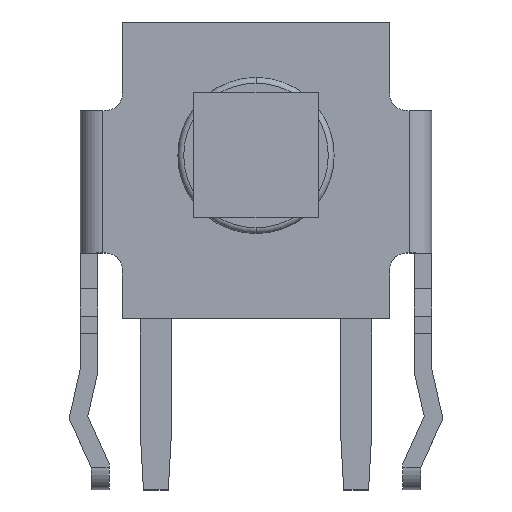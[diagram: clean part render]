
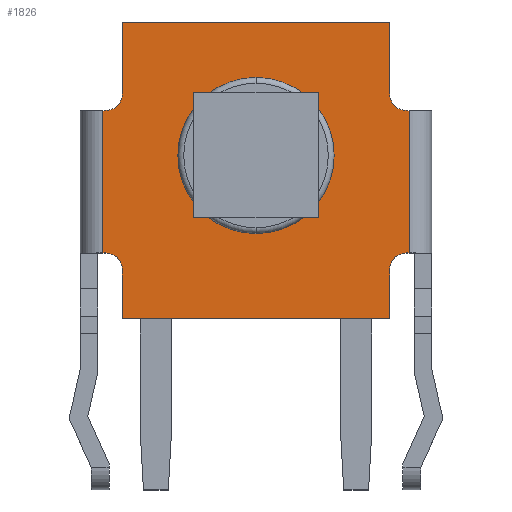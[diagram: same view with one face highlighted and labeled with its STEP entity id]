
A CAD part, top view. The second image highlights one B-rep face of the part: STEP entity #1826.
In plain terms, the highlighted planar face has unit normal (0, 0, 1).
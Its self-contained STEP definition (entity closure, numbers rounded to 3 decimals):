
#119=CARTESIAN_POINT('',(0.,0.,-3.7));
#120=DIRECTION('',(0.,0.,1.));
#121=DIRECTION('',(0.,1.,0.));
#122=AXIS2_PLACEMENT_3D('',#119,#120,#121);
#128=CARTESIAN_POINT('',(0.,0.,-3.7));
#129=DIRECTION('',(0.,0.,1.));
#130=DIRECTION('',(0.,-1.,0.));
#131=AXIS2_PLACEMENT_3D('',#128,#129,#130);
#137=DIRECTION('',(0.,-1.,0.));
#138=VECTOR('',#137,1.1);
#139=CARTESIAN_POINT('',(3.,-2.57,-3.7));
#140=LINE('',#139,#138);
#141=DIRECTION('',(-1.,0.,0.));
#142=VECTOR('',#141,6.);
#143=CARTESIAN_POINT('',(3.,-3.67,-3.7));
#144=LINE('',#143,#142);
#145=DIRECTION('',(0.,1.,0.));
#146=VECTOR('',#145,1.1);
#147=CARTESIAN_POINT('',(-3.,-3.67,-3.7));
#148=LINE('',#147,#146);
#149=DIRECTION('',(0.,1.,0.));
#150=VECTOR('',#149,3.2);
#151=CARTESIAN_POINT('',(-3.44,-2.19,-3.7));
#152=LINE('',#151,#150);
#153=DIRECTION('',(0.,1.,0.));
#154=VECTOR('',#153,1.61);
#155=CARTESIAN_POINT('',(-3.,1.39,-3.7));
#156=LINE('',#155,#154);
#157=DIRECTION('',(1.,0.,0.));
#158=VECTOR('',#157,6.);
#159=CARTESIAN_POINT('',(-3.,3.,-3.7));
#160=LINE('',#159,#158);
#161=DIRECTION('',(0.,-1.,0.));
#162=VECTOR('',#161,1.61);
#163=CARTESIAN_POINT('',(3.,3.,-3.7));
#164=LINE('',#163,#162);
#165=DIRECTION('',(0.,-1.,0.));
#166=VECTOR('',#165,3.2);
#167=CARTESIAN_POINT('',(3.44,1.01,-3.7));
#168=LINE('',#167,#166);
#173=DIRECTION('',(1.,0.,0.));
#174=VECTOR('',#173,0.06);
#175=CARTESIAN_POINT('',(3.38,-2.19,-3.7));
#176=LINE('',#175,#174);
#182=CARTESIAN_POINT('',(3.38,-2.57,-3.7));
#183=DIRECTION('',(0.,0.,-1.));
#184=DIRECTION('',(-1.,0.,0.));
#185=AXIS2_PLACEMENT_3D('',#182,#183,#184);
#683=DIRECTION('',(-1.,0.,0.));
#684=VECTOR('',#683,0.06);
#685=CARTESIAN_POINT('',(-3.38,1.01,-3.7));
#686=LINE('',#685,#684);
#696=CARTESIAN_POINT('',(-3.38,1.39,-3.7));
#697=DIRECTION('',(0.,0.,-1.));
#698=DIRECTION('',(1.,0.,0.));
#699=AXIS2_PLACEMENT_3D('',#696,#697,#698);
#898=CARTESIAN_POINT('',(3.38,1.39,-3.7));
#899=DIRECTION('',(0.,0.,-1.));
#900=DIRECTION('',(0.,-1.,0.));
#901=AXIS2_PLACEMENT_3D('',#898,#899,#900);
#921=DIRECTION('',(-1.,0.,0.));
#922=VECTOR('',#921,0.06);
#923=CARTESIAN_POINT('',(3.44,1.01,-3.7));
#924=LINE('',#923,#922);
#1144=DIRECTION('',(1.,0.,0.));
#1145=VECTOR('',#1144,0.06);
#1146=CARTESIAN_POINT('',(-3.44,-2.19,-3.7));
#1147=LINE('',#1146,#1145);
#1153=CARTESIAN_POINT('',(-3.38,-2.57,-3.7));
#1154=DIRECTION('',(0.,0.,-1.));
#1155=DIRECTION('',(0.,1.,0.));
#1156=AXIS2_PLACEMENT_3D('',#1153,#1154,#1155);
#1249=CARTESIAN_POINT('',(3.,-3.67,-3.7));
#1250=CARTESIAN_POINT('',(-3.,-3.67,-3.7));
#1251=VERTEX_POINT('',#1249);
#1252=VERTEX_POINT('',#1250);
#1253=CARTESIAN_POINT('',(-3.,3.,-3.7));
#1254=CARTESIAN_POINT('',(3.,3.,-3.7));
#1255=VERTEX_POINT('',#1253);
#1256=VERTEX_POINT('',#1254);
#1261=CARTESIAN_POINT('',(0.,1.755,-3.7));
#1262=VERTEX_POINT('',#1261);
#1263=CARTESIAN_POINT('',(0.,-1.755,-3.7));
#1264=VERTEX_POINT('',#1263);
#1490=CARTESIAN_POINT('',(-3.,-2.57,-3.7));
#1492=VERTEX_POINT('',#1490);
#1494=CARTESIAN_POINT('',(-3.38,-2.19,-3.7));
#1496=VERTEX_POINT('',#1494);
#1497=CARTESIAN_POINT('',(3.,-2.57,-3.7));
#1499=VERTEX_POINT('',#1497);
#1501=CARTESIAN_POINT('',(3.38,-2.19,-3.7));
#1503=VERTEX_POINT('',#1501);
#1505=CARTESIAN_POINT('',(3.38,1.01,-3.7));
#1507=VERTEX_POINT('',#1505);
#1509=CARTESIAN_POINT('',(3.,1.39,-3.7));
#1511=VERTEX_POINT('',#1509);
#1513=CARTESIAN_POINT('',(-3.,1.39,-3.7));
#1515=VERTEX_POINT('',#1513);
#1517=CARTESIAN_POINT('',(-3.38,1.01,-3.7));
#1519=VERTEX_POINT('',#1517);
#1578=CARTESIAN_POINT('',(-3.44,1.01,-3.7));
#1580=VERTEX_POINT('',#1578);
#1581=CARTESIAN_POINT('',(-3.44,-2.19,-3.7));
#1582=VERTEX_POINT('',#1581);
#1586=CARTESIAN_POINT('',(3.44,-2.19,-3.7));
#1588=VERTEX_POINT('',#1586);
#1589=CARTESIAN_POINT('',(3.44,1.01,-3.7));
#1590=VERTEX_POINT('',#1589);
#1783=CARTESIAN_POINT('',(0.,0.,-3.7));
#1784=DIRECTION('',(0.,0.,-1.));
#1785=DIRECTION('',(-1.,0.,0.));
#1786=AXIS2_PLACEMENT_3D('',#1783,#1784,#1785);
#1787=PLANE('',#1786);
#1789=ORIENTED_EDGE('',*,*,#1788,.F.);
#1791=ORIENTED_EDGE('',*,*,#1790,.F.);
#1793=ORIENTED_EDGE('',*,*,#1792,.T.);
#1795=ORIENTED_EDGE('',*,*,#1794,.T.);
#1797=ORIENTED_EDGE('',*,*,#1796,.T.);
#1799=ORIENTED_EDGE('',*,*,#1798,.F.);
#1801=ORIENTED_EDGE('',*,*,#1800,.F.);
#1803=ORIENTED_EDGE('',*,*,#1802,.T.);
#1805=ORIENTED_EDGE('',*,*,#1804,.F.);
#1807=ORIENTED_EDGE('',*,*,#1806,.F.);
#1809=ORIENTED_EDGE('',*,*,#1808,.T.);
#1811=ORIENTED_EDGE('',*,*,#1810,.T.);
#1813=ORIENTED_EDGE('',*,*,#1812,.T.);
#1815=ORIENTED_EDGE('',*,*,#1814,.F.);
#1817=ORIENTED_EDGE('',*,*,#1816,.F.);
#1819=ORIENTED_EDGE('',*,*,#1818,.T.);
#1820=EDGE_LOOP('',(#1789,#1791,#1793,#1795,#1797,#1799,#1801,#1803,#1805,#1807,
#1809,#1811,#1813,#1815,#1817,#1819));
#1821=FACE_OUTER_BOUND('',#1820,.F.);
#1822=ORIENTED_EDGE('',*,*,#1765,.T.);
#1823=ORIENTED_EDGE('',*,*,#1776,.T.);
#1824=EDGE_LOOP('',(#1822,#1823));
#1825=FACE_BOUND('',#1824,.F.);
#123=CIRCLE('',#122,1.755);
#132=CIRCLE('',#131,1.755);
#186=CIRCLE('',#185,0.38);
#700=CIRCLE('',#699,0.38);
#902=CIRCLE('',#901,0.38);
#1157=CIRCLE('',#1156,0.38);
#1765=EDGE_CURVE('',#1262,#1264,#123,.T.);
#1776=EDGE_CURVE('',#1264,#1262,#132,.T.);
#1788=EDGE_CURVE('',#1503,#1588,#176,.T.);
#1790=EDGE_CURVE('',#1499,#1503,#186,.T.);
#1792=EDGE_CURVE('',#1499,#1251,#140,.T.);
#1794=EDGE_CURVE('',#1251,#1252,#144,.T.);
#1796=EDGE_CURVE('',#1252,#1492,#148,.T.);
#1798=EDGE_CURVE('',#1496,#1492,#1157,.T.);
#1800=EDGE_CURVE('',#1582,#1496,#1147,.T.);
#1802=EDGE_CURVE('',#1582,#1580,#152,.T.);
#1804=EDGE_CURVE('',#1519,#1580,#686,.T.);
#1806=EDGE_CURVE('',#1515,#1519,#700,.T.);
#1808=EDGE_CURVE('',#1515,#1255,#156,.T.);
#1810=EDGE_CURVE('',#1255,#1256,#160,.T.);
#1812=EDGE_CURVE('',#1256,#1511,#164,.T.);
#1814=EDGE_CURVE('',#1507,#1511,#902,.T.);
#1816=EDGE_CURVE('',#1590,#1507,#924,.T.);
#1818=EDGE_CURVE('',#1590,#1588,#168,.T.);
#1826=ADVANCED_FACE('',(#1821,#1825),#1787,.F.);
